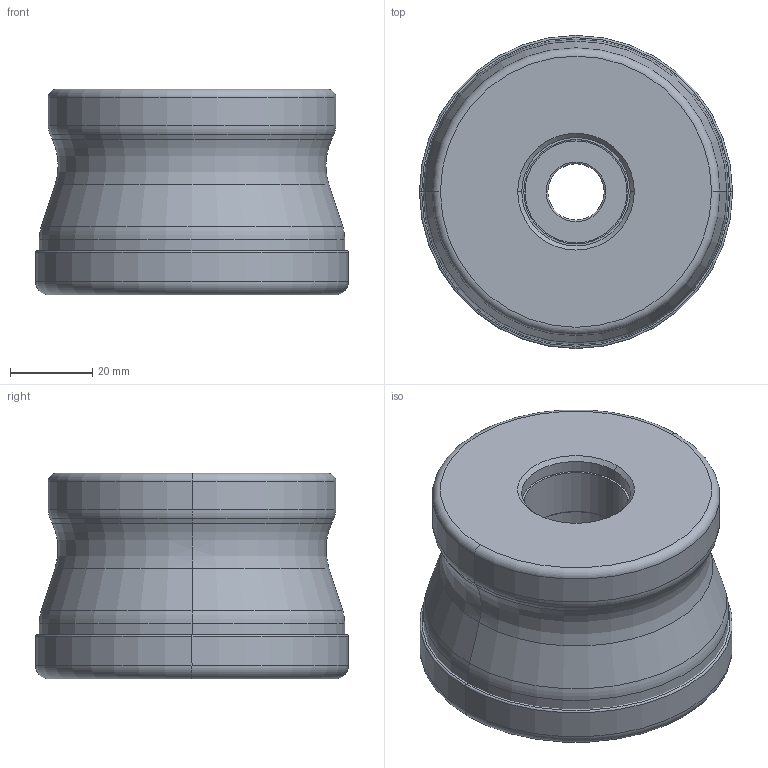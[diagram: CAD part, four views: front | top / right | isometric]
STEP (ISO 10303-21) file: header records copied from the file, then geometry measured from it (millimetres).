
FILE_DESCRIPTION(/* description */ (''),/* implementation_level */ '2;1');
FILE_NAME(/* name */ 'APX3000R0306B_IR0_125.stp',/* time_stamp */ '2021-09-08T11:48:30+09:00',/* author */ (''),/* organization */ (''),/* preprocessor_version */ 'ST-DEVELOPER v16',/* originating_system */ 'SIEMENS PLM Software NX 10.0',/* authorisation */ '');
FILE_SCHEMA (('AUTOMOTIVE_DESIGN { 1 0 10303 214 3 1 1 1 }'));
Length unit declared in the file: millimetre
Products named in the file (1): APX3000R0306B_IR0_125_ASM
Bounding box: 76.2 x 76.2 x 50 mm (x, y, z)
Volume: 185465.9 mm3; surface area: 29058.1 mm2
Topology: 2 solids, 2 shells, 87 faces, 229 edges, 165 vertices
Faces by surface type: torus 40, cone 24, cylinder 16, plane 7
Entity records: 2943 total; most frequent: DIRECTION 610, CARTESIAN_POINT 466, ORIENTED_EDGE 432, AXIS2_PLACEMENT_3D 283, EDGE_CURVE 216, CIRCLE 185, VERTEX_POINT 136, EDGE_LOOP 94
